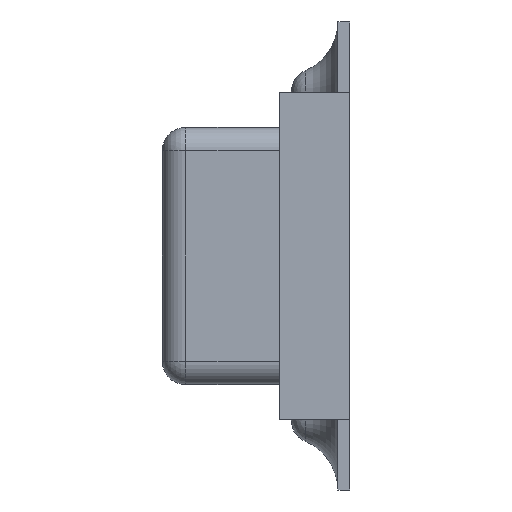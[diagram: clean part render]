
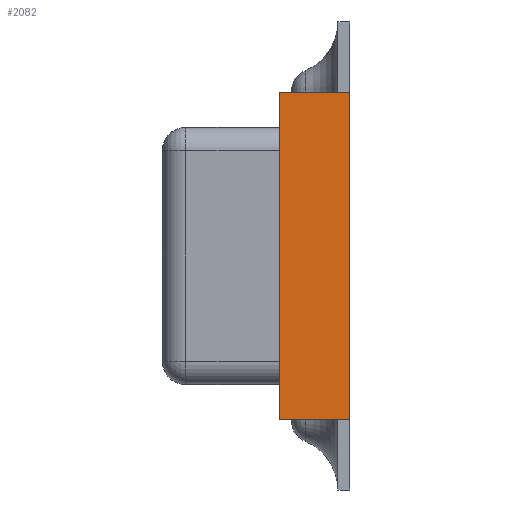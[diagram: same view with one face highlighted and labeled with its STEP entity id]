
A CAD part, left-side view. The second image highlights one B-rep face of the part: STEP entity #2082.
In plain terms, the highlighted planar face has unit normal (-1, 0, 0).
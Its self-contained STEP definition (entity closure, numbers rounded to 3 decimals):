
#88 = AXIS2_PLACEMENT_3D ( 'NONE', #261, #913, #1117 ) ;
#116 = VERTEX_POINT ( 'NONE', #348 ) ;
#243 = EDGE_CURVE ( 'NONE', #988, #1523, #1534, .T. ) ;
#261 = CARTESIAN_POINT ( 'NONE',  ( -1.7, 0.3, -0.7 ) ) ;
#348 = CARTESIAN_POINT ( 'NONE',  ( -1.7, 0., 0.7 ) ) ;
#355 = LINE ( 'NONE', #1690, #1036 ) ;
#418 = ORIENTED_EDGE ( 'NONE', *, *, #1933, .F. ) ;
#434 = CARTESIAN_POINT ( 'NONE',  ( -1.7, 0.3, -0.7 ) ) ;
#547 = CARTESIAN_POINT ( 'NONE',  ( -1.7, 0.3, 0.7 ) ) ;
#625 = EDGE_LOOP ( 'NONE', ( #1176, #418, #1343, #747 ) ) ;
#672 = EDGE_CURVE ( 'NONE', #1523, #116, #355, .T. ) ;
#688 = CARTESIAN_POINT ( 'NONE',  ( -1.7, 0.3, 0.7 ) ) ;
#691 = DIRECTION ( 'NONE',  ( 0., -1., 0. ) ) ;
#747 = ORIENTED_EDGE ( 'NONE', *, *, #243, .T. ) ;
#913 = DIRECTION ( 'NONE',  ( 1., 0., 0. ) ) ;
#988 = VERTEX_POINT ( 'NONE', #1458 ) ;
#994 = VERTEX_POINT ( 'NONE', #547 ) ;
#1036 = VECTOR ( 'NONE', #1046, 1000. ) ;
#1046 = DIRECTION ( 'NONE',  ( 0., 0., 1. ) ) ;
#1117 = DIRECTION ( 'NONE',  ( 0., 0., -1. ) ) ;
#1176 = ORIENTED_EDGE ( 'NONE', *, *, #672, .T. ) ;
#1244 = VECTOR ( 'NONE', #1587, 1000. ) ;
#1259 = VECTOR ( 'NONE', #691, 1000. ) ;
#1343 = ORIENTED_EDGE ( 'NONE', *, *, #1687, .F. ) ;
#1349 = LINE ( 'NONE', #688, #1464 ) ;
#1458 = CARTESIAN_POINT ( 'NONE',  ( -1.7, 0.3, -0.7 ) ) ;
#1464 = VECTOR ( 'NONE', #2000, 1000. ) ;
#1523 = VERTEX_POINT ( 'NONE', #1724 ) ;
#1534 = LINE ( 'NONE', #1842, #1259 ) ;
#1587 = DIRECTION ( 'NONE',  ( 0., 0., 1. ) ) ;
#1593 = PLANE ( 'NONE',  #88 ) ;
#1687 = EDGE_CURVE ( 'NONE', #988, #994, #1902, .T. ) ;
#1690 = CARTESIAN_POINT ( 'NONE',  ( -1.7, 0., -0.7 ) ) ;
#1724 = CARTESIAN_POINT ( 'NONE',  ( -1.7, 0., -0.7 ) ) ;
#1842 = CARTESIAN_POINT ( 'NONE',  ( -1.7, 0.3, -0.7 ) ) ;
#1888 = FACE_OUTER_BOUND ( 'NONE', #625, .T. ) ;
#1902 = LINE ( 'NONE', #434, #1244 ) ;
#1933 = EDGE_CURVE ( 'NONE', #994, #116, #1349, .T. ) ;
#2000 = DIRECTION ( 'NONE',  ( 0., -1., 0. ) ) ;
#2082 = ADVANCED_FACE ( 'NONE', ( #1888 ), #1593, .F. ) ;
